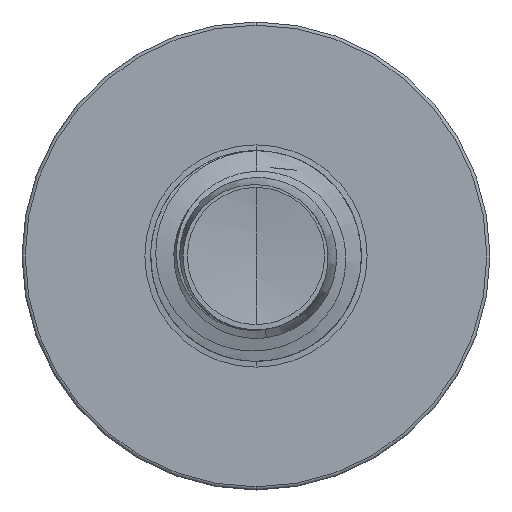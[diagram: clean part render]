
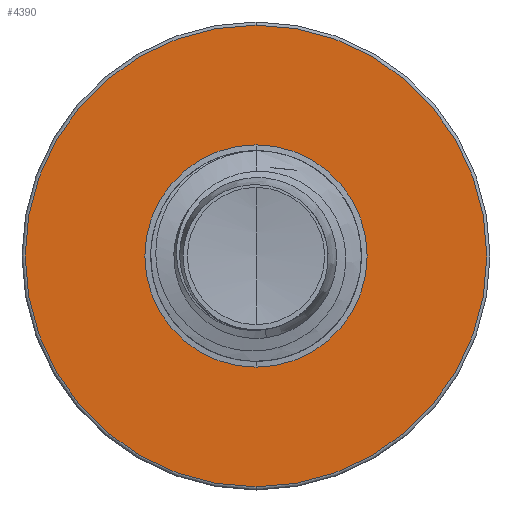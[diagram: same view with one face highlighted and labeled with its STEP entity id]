
A CAD part, front view. The second image highlights one B-rep face of the part: STEP entity #4390.
In plain terms, the highlighted planar face has unit normal (0, -1, 0).
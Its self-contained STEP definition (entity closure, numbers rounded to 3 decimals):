
#213 = AXIS2_PLACEMENT_3D ( 'NONE', #10667, #10807, #10564 ) ;
#571 = CARTESIAN_POINT ( 'NONE',  ( 0., 20., 2.375 ) ) ;
#2482 = CARTESIAN_POINT ( 'NONE',  ( 0., 20., 0. ) ) ;
#4229 = ORIENTED_EDGE ( 'NONE', *, *, #34060, .F. ) ;
#4390 = ADVANCED_FACE ( 'NONE', ( #9520, #24433 ), #10572, .F. ) ;
#5826 = DIRECTION ( 'NONE',  ( 0., 1., 0. ) ) ;
#5936 = DIRECTION ( 'NONE',  ( 0., 0., 1. ) ) ;
#9052 = ORIENTED_EDGE ( 'NONE', *, *, #16801, .F. ) ;
#9520 = FACE_OUTER_BOUND ( 'NONE', #24589, .T. ) ;
#10564 = DIRECTION ( 'NONE',  ( 0., 0., 1. ) ) ;
#10572 = PLANE ( 'NONE',  #213 ) ;
#10667 = CARTESIAN_POINT ( 'NONE',  ( 0., 20., -2.375 ) ) ;
#10807 = DIRECTION ( 'NONE',  ( 0., 1., 0. ) ) ;
#13068 = DIRECTION ( 'NONE',  ( 0., 1., 0. ) ) ;
#13198 = CIRCLE ( 'NONE', #29062, 4.933 ) ;
#13839 = CARTESIAN_POINT ( 'NONE',  ( 0., 20., -2.375 ) ) ;
#14599 = CIRCLE ( 'NONE', #21520, 4.933 ) ;
#15509 = EDGE_CURVE ( 'NONE', #25218, #28545, #22897, .T. ) ;
#16801 = EDGE_CURVE ( 'NONE', #35276, #17959, #13198, .T. ) ;
#17959 = VERTEX_POINT ( 'NONE', #24434 ) ;
#18452 = DIRECTION ( 'NONE',  ( 0., 1., 0. ) ) ;
#21520 = AXIS2_PLACEMENT_3D ( 'NONE', #24252, #5826, #26649 ) ;
#22557 = ORIENTED_EDGE ( 'NONE', *, *, #24189, .T. ) ;
#22897 = CIRCLE ( 'NONE', #28161, 2.375 ) ;
#24189 = EDGE_CURVE ( 'NONE', #28545, #25218, #36726, .T. ) ;
#24252 = CARTESIAN_POINT ( 'NONE',  ( 0., 20., 0. ) ) ;
#24324 = DIRECTION ( 'NONE',  ( 0., 1., 0. ) ) ;
#24433 = FACE_BOUND ( 'NONE', #32258, .T. ) ;
#24434 = CARTESIAN_POINT ( 'NONE',  ( 0., 20., -4.932 ) ) ;
#24589 = EDGE_LOOP ( 'NONE', ( #9052, #4229 ) ) ;
#25218 = VERTEX_POINT ( 'NONE', #571 ) ;
#25922 = CARTESIAN_POINT ( 'NONE',  ( 0., 20., 4.933 ) ) ;
#26649 = DIRECTION ( 'NONE',  ( 0., 0., 1. ) ) ;
#26871 = AXIS2_PLACEMENT_3D ( 'NONE', #32958, #18452, #35637 ) ;
#28161 = AXIS2_PLACEMENT_3D ( 'NONE', #29096, #13068, #31291 ) ;
#28545 = VERTEX_POINT ( 'NONE', #13839 ) ;
#29062 = AXIS2_PLACEMENT_3D ( 'NONE', #2482, #24324, #5936 ) ;
#29096 = CARTESIAN_POINT ( 'NONE',  ( 0., 20., 0. ) ) ;
#31291 = DIRECTION ( 'NONE',  ( 0., 0., 1. ) ) ;
#32258 = EDGE_LOOP ( 'NONE', ( #33207, #22557 ) ) ;
#32958 = CARTESIAN_POINT ( 'NONE',  ( 0., 20., 0. ) ) ;
#33207 = ORIENTED_EDGE ( 'NONE', *, *, #15509, .T. ) ;
#34060 = EDGE_CURVE ( 'NONE', #17959, #35276, #14599, .T. ) ;
#35276 = VERTEX_POINT ( 'NONE', #25922 ) ;
#35637 = DIRECTION ( 'NONE',  ( 0., 0., 1. ) ) ;
#36726 = CIRCLE ( 'NONE', #26871, 2.375 ) ;
